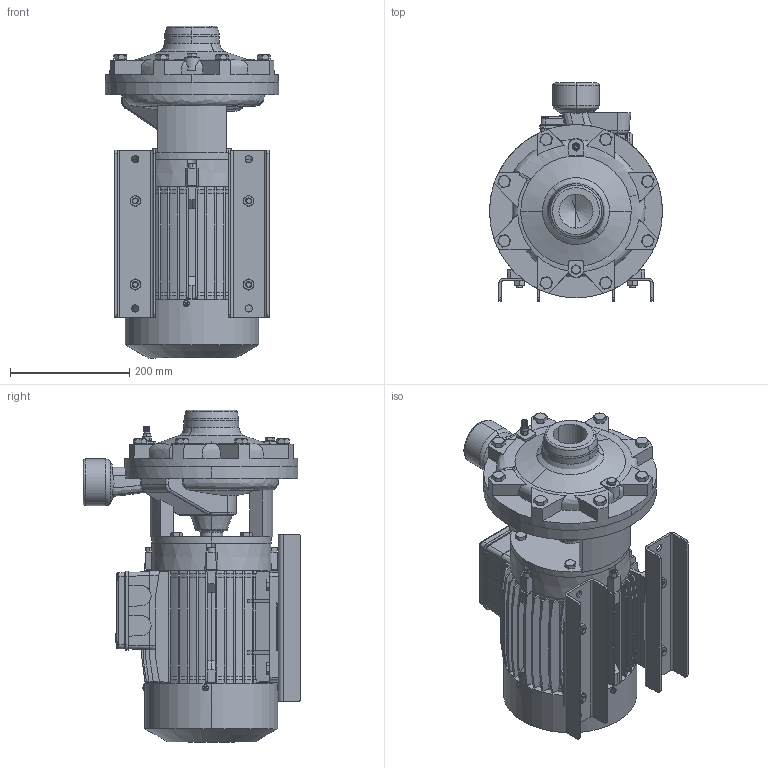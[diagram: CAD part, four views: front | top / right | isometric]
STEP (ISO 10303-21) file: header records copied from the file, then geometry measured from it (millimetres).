
FILE_DESCRIPTION (( 'STEP AP214' ), '1' );
FILE_NAME ('4_93_449_09_REV00.step', '2022-08-04T08:55:27', ( '' ), ( '' ), 'SwSTEP 2.0', 'SolidWorks 2020', '' );
FILE_SCHEMA (( 'AUTOMOTIVE_DESIGN' ));
Length unit declared in the file: millimetre
Products named in the file (2): 4_93_449_09_REV00; Copia di 4_93_449_09_REV00^4_93_449_09_REV00
Assembly tree (1 placements, depth 2):
  4_93_449_09_REV00
    Copia di 4_93_449_09_REV00^4_93_449_09_REV00
Bounding box: 290 x 365 x 556 mm (x, y, z)
Volume: 19139428.6 mm3; surface area: 1492670.4 mm2
Topology: 34 solids, 34 shells, 3523 faces, 9595 edges, 6261 vertices
Faces by surface type: plane 1549, bspline 1174, cylinder 415, cone 363, sphere 18, torus 4
Entity records: 280227 total; most frequent: CARTESIAN_POINT 198848, ORIENTED_EDGE 19132, DIRECTION 12748, EDGE_CURVE 9566, VERTEX_POINT 6261, LINE 5642, VECTOR 5642, EDGE_LOOP 3735
